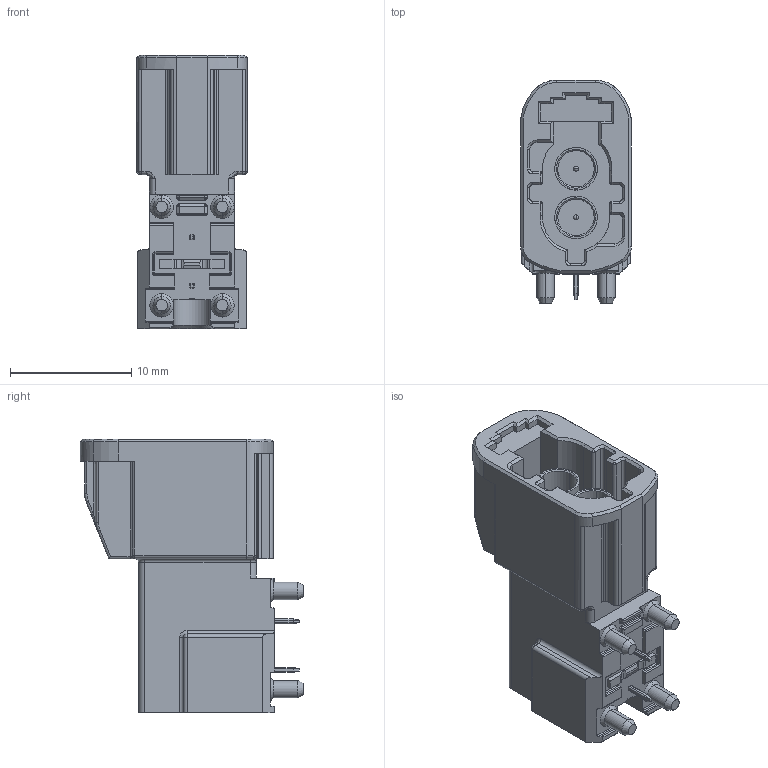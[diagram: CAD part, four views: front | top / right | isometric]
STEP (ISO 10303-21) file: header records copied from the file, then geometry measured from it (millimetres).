
FILE_DESCRIPTION(/* description */ (''),/* implementation_level */ '2;1');
FILE_NAME(/* name */ '35667172-ENV01_01-CODE B.stp',/* time_stamp */ '2023-06-19T16:14:22+08:00',/* author */ (''),/* organization */ (''),/* preprocessor_version */ 'ST-DEVELOPER v16',/* originating_system */ 'SIEMENS PLM Software NX 11.0',/* authorisation */ '');
FILE_SCHEMA (('AUTOMOTIVE_DESIGN { 1 0 10303 214 3 1 1 1 }'));
Length unit declared in the file: millimetre
Products named in the file (1): 35667172-ENV01_01-CODE B
Bounding box: 9.1 x 18.4 x 22.55 mm (x, y, z)
Volume: 1741.7 mm3; surface area: 1888.8 mm2
Topology: 1 solids, 1 shells, 522 faces, 1319 edges, 775 vertices
Faces by surface type: plane 215, cylinder 193, cone 58, torus 28, sphere 20, bspline 8
Full cylindrical faces by diameter (mm): 3.5 x2
Entity records: 17793 total; most frequent: CARTESIAN_POINT 3464, DIRECTION 2618, ORIENTED_EDGE 2554, EDGE_CURVE 1277, AXIS2_PLACEMENT_3D 931, VERTEX_POINT 773, LINE 756, VECTOR 756
